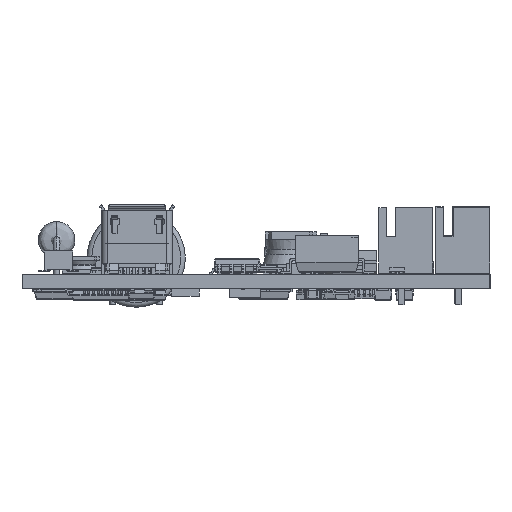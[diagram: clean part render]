
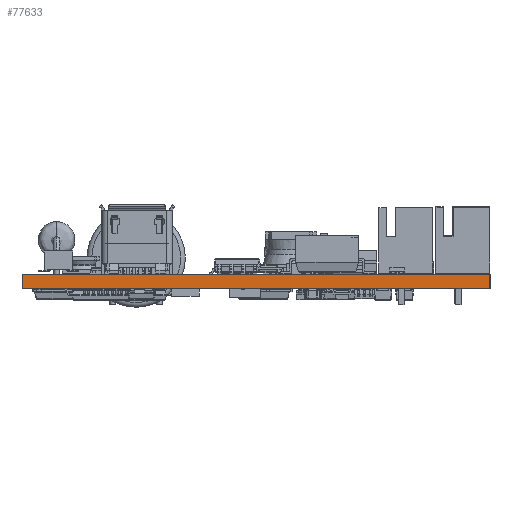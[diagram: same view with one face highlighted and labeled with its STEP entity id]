
A CAD part, left-side view. The second image highlights one B-rep face of the part: STEP entity #77633.
In plain terms, the highlighted planar face has unit normal (-1, 0, 0).
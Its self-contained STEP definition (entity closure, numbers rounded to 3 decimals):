
#77374 = EDGE_CURVE('',#77375,#77377,#77379,.T.);
#77375 = VERTEX_POINT('',#77376);
#77376 = CARTESIAN_POINT('',(0.,0.,0.));
#77377 = VERTEX_POINT('',#77378);
#77378 = CARTESIAN_POINT('',(0.,0.,1.57));
#77379 = LINE('',#77380,#77381);
#77380 = CARTESIAN_POINT('',(0.,0.,0.));
#77381 = VECTOR('',#77382,1.);
#77382 = DIRECTION('',(0.,0.,1.));
#77606 = EDGE_CURVE('',#77607,#77609,#77611,.T.);
#77607 = VERTEX_POINT('',#77608);
#77608 = CARTESIAN_POINT('',(0.,50.,0.));
#77609 = VERTEX_POINT('',#77610);
#77610 = CARTESIAN_POINT('',(0.,50.,1.57));
#77611 = LINE('',#77612,#77613);
#77612 = CARTESIAN_POINT('',(0.,50.,0.));
#77613 = VECTOR('',#77614,1.);
#77614 = DIRECTION('',(0.,0.,1.));
#77633 = ADVANCED_FACE('',(#77634),#77650,.T.);
#77634 = FACE_BOUND('',#77635,.T.);
#77635 = EDGE_LOOP('',(#77636,#77637,#77643,#77644));
#77636 = ORIENTED_EDGE('',*,*,#77374,.T.);
#77637 = ORIENTED_EDGE('',*,*,#77638,.T.);
#77638 = EDGE_CURVE('',#77377,#77609,#77639,.T.);
#77639 = LINE('',#77640,#77641);
#77640 = CARTESIAN_POINT('',(0.,0.,1.57));
#77641 = VECTOR('',#77642,1.);
#77642 = DIRECTION('',(0.,1.,0.));
#77643 = ORIENTED_EDGE('',*,*,#77606,.F.);
#77644 = ORIENTED_EDGE('',*,*,#77645,.F.);
#77645 = EDGE_CURVE('',#77375,#77607,#77646,.T.);
#77646 = LINE('',#77647,#77648);
#77647 = CARTESIAN_POINT('',(0.,0.,0.));
#77648 = VECTOR('',#77649,1.);
#77649 = DIRECTION('',(0.,1.,0.));
#77650 = PLANE('',#77651);
#77651 = AXIS2_PLACEMENT_3D('',#77652,#77653,#77654);
#77652 = CARTESIAN_POINT('',(0.,0.,0.));
#77653 = DIRECTION('',(-1.,0.,0.));
#77654 = DIRECTION('',(0.,1.,0.));
